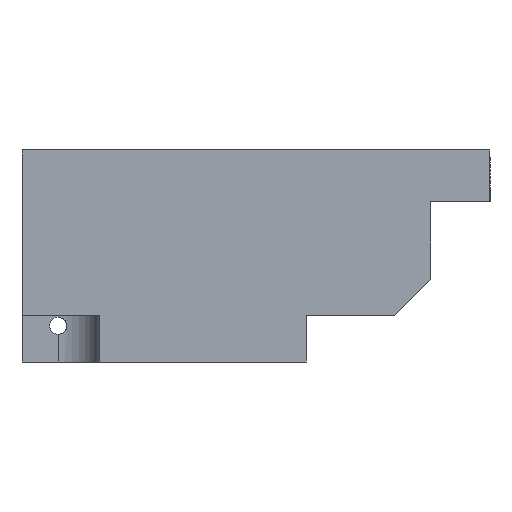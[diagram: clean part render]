
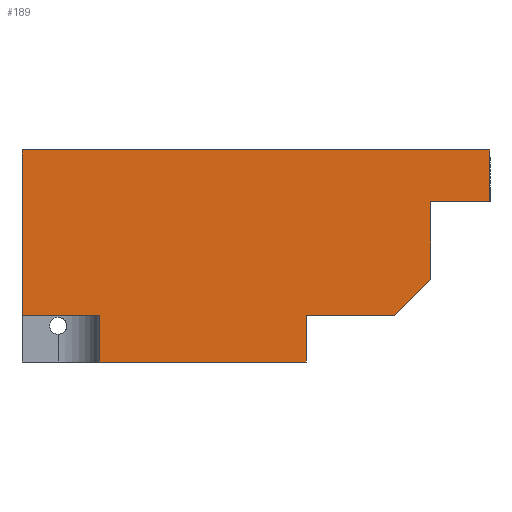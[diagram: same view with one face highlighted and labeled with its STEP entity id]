
A CAD part, left-side view. The second image highlights one B-rep face of the part: STEP entity #189.
In plain terms, the highlighted planar face has unit normal (-1, 0, 0).
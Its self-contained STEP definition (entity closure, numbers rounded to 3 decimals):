
#138=FACE_OUTER_BOUND('',#366,.T.);
#157=PLANE('',#1223);
#189=ADVANCED_FACE('',(#138),#157,.F.);
#366=EDGE_LOOP('',(#636,#637,#638,#639,#640,#641,#642,#643,#644,#645,#646));
#454=LINE('',#1835,#526);
#461=LINE('',#1891,#533);
#462=LINE('',#1893,#534);
#463=LINE('',#1895,#535);
#464=LINE('',#1897,#536);
#465=LINE('',#1899,#537);
#466=LINE('',#1901,#538);
#467=LINE('',#1903,#539);
#468=LINE('',#1905,#540);
#469=LINE('',#1907,#541);
#470=LINE('',#1909,#542);
#526=VECTOR('',#1354,1.);
#533=VECTOR('',#1387,1.);
#534=VECTOR('',#1388,1.);
#535=VECTOR('',#1389,1.);
#536=VECTOR('',#1390,1.);
#537=VECTOR('',#1391,1.);
#538=VECTOR('',#1392,1.);
#539=VECTOR('',#1393,1.);
#540=VECTOR('',#1394,1.);
#541=VECTOR('',#1395,1.);
#542=VECTOR('',#1396,1.);
#636=ORIENTED_EDGE('',*,*,#977,.T.);
#637=ORIENTED_EDGE('',*,*,#959,.T.);
#638=ORIENTED_EDGE('',*,*,#978,.F.);
#639=ORIENTED_EDGE('',*,*,#979,.F.);
#640=ORIENTED_EDGE('',*,*,#980,.T.);
#641=ORIENTED_EDGE('',*,*,#981,.F.);
#642=ORIENTED_EDGE('',*,*,#982,.T.);
#643=ORIENTED_EDGE('',*,*,#983,.F.);
#644=ORIENTED_EDGE('',*,*,#984,.T.);
#645=ORIENTED_EDGE('',*,*,#985,.F.);
#646=ORIENTED_EDGE('',*,*,#986,.F.);
#861=VERTEX_POINT('',#1836);
#862=VERTEX_POINT('',#1837);
#873=VERTEX_POINT('',#1892);
#874=VERTEX_POINT('',#1894);
#875=VERTEX_POINT('',#1896);
#876=VERTEX_POINT('',#1898);
#877=VERTEX_POINT('',#1900);
#878=VERTEX_POINT('',#1902);
#879=VERTEX_POINT('',#1904);
#880=VERTEX_POINT('',#1906);
#881=VERTEX_POINT('',#1908);
#959=EDGE_CURVE('',#861,#862,#454,.T.);
#977=EDGE_CURVE('',#873,#861,#461,.T.);
#978=EDGE_CURVE('',#874,#862,#462,.T.);
#979=EDGE_CURVE('',#875,#874,#463,.T.);
#980=EDGE_CURVE('',#875,#876,#464,.T.);
#981=EDGE_CURVE('',#877,#876,#465,.T.);
#982=EDGE_CURVE('',#877,#878,#466,.T.);
#983=EDGE_CURVE('',#879,#878,#467,.T.);
#984=EDGE_CURVE('',#879,#880,#468,.T.);
#985=EDGE_CURVE('',#881,#880,#469,.T.);
#986=EDGE_CURVE('',#873,#881,#470,.T.);
#1223=AXIS2_PLACEMENT_3D('',#1910,#1397,#1398);
#1354=DIRECTION('',(0.,1.,0.));
#1387=DIRECTION('',(0.,0.,1.));
#1388=DIRECTION('',(0.,0.,1.));
#1389=DIRECTION('',(0.,1.,0.));
#1390=DIRECTION('',(0.,0.,-1.));
#1391=DIRECTION('',(0.,1.,0.));
#1392=DIRECTION('',(0.,0.,1.));
#1393=DIRECTION('',(0.,1.,0.));
#1394=DIRECTION('',(0.,-0.707,0.707));
#1395=DIRECTION('',(0.,0.,-1.));
#1396=DIRECTION('',(0.,1.,0.));
#1397=DIRECTION('',(1.,0.,0.));
#1398=DIRECTION('',(0.,0.,-1.));
#1835=CARTESIAN_POINT('',(-7.,5.5,14.));
#1836=CARTESIAN_POINT('',(-7.,-3.5,14.));
#1837=CARTESIAN_POINT('',(-7.,87.,14.));
#1891=CARTESIAN_POINT('',(-7.,-3.5,14.));
#1892=CARTESIAN_POINT('',(-7.,-3.5,4.));
#1893=CARTESIAN_POINT('',(-7.,87.,0.));
#1894=CARTESIAN_POINT('',(-7.,87.,-18.));
#1895=CARTESIAN_POINT('',(-7.,5.5,-18.));
#1896=CARTESIAN_POINT('',(-7.,72.,-18.));
#1897=CARTESIAN_POINT('',(-7.,72.,14.));
#1898=CARTESIAN_POINT('',(-7.,72.,-27.));
#1899=CARTESIAN_POINT('',(-7.,60.,-27.));
#1900=CARTESIAN_POINT('',(-7.,32.,-27.));
#1901=CARTESIAN_POINT('',(-7.,32.,14.));
#1902=CARTESIAN_POINT('',(-7.,32.,-18.));
#1903=CARTESIAN_POINT('',(-7.,20.,-18.));
#1904=CARTESIAN_POINT('',(-7.,15.,-18.));
#1905=CARTESIAN_POINT('',(-7.,-8.25,5.25));
#1906=CARTESIAN_POINT('',(-7.,8.,-11.));
#1907=CARTESIAN_POINT('',(-7.,8.,14.));
#1908=CARTESIAN_POINT('',(-7.,8.,4.));
#1909=CARTESIAN_POINT('',(-7.,5.5,4.));
#1910=CARTESIAN_POINT('',(-7.,5.5,14.));
